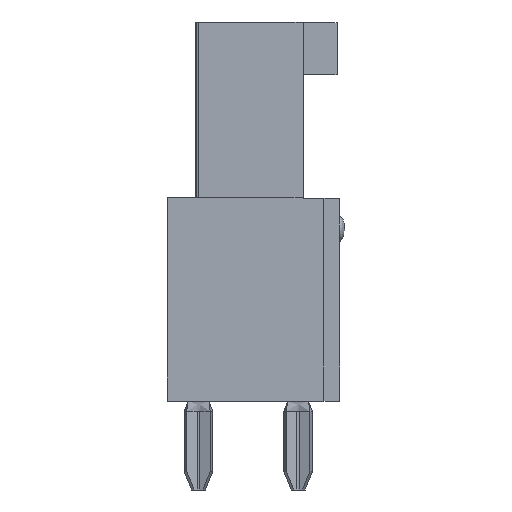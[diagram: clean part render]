
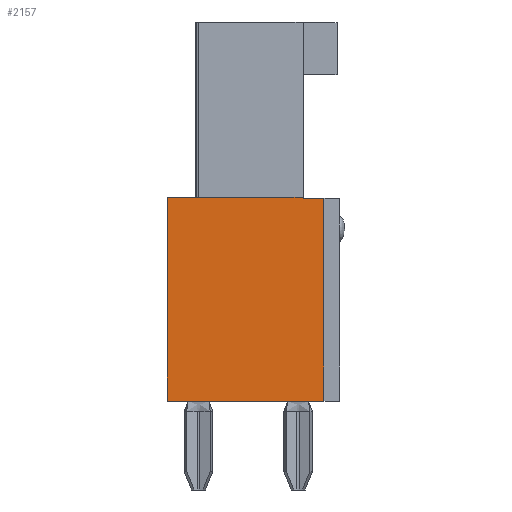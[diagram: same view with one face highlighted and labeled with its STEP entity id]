
A CAD part, left-side view. The second image highlights one B-rep face of the part: STEP entity #2157.
In plain terms, the highlighted planar face has unit normal (-1, 0, 0).
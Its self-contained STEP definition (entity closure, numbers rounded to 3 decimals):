
#2157 = ADVANCED_FACE( '', ( #4414 ), #4415, .F. );
#4414 = FACE_OUTER_BOUND( '', #6919, .T. );
#4415 = PLANE( '', #6920 );
#6919 = EDGE_LOOP( '', ( #13333, #13334, #13335, #13336, #13337, #13338 ) );
#6920 = AXIS2_PLACEMENT_3D( '', #13339, #13340, #13341 );
#13333 = ORIENTED_EDGE( '', *, *, #16735, .F. );
#13334 = ORIENTED_EDGE( '', *, *, #14417, .F. );
#13335 = ORIENTED_EDGE( '', *, *, #16629, .F. );
#13336 = ORIENTED_EDGE( '', *, *, #16237, .F. );
#13337 = ORIENTED_EDGE( '', *, *, #14905, .F. );
#13338 = ORIENTED_EDGE( '', *, *, #14623, .F. );
#13339 = CARTESIAN_POINT( '', ( -20.435, 0., 0. ) );
#13340 = DIRECTION( '', ( 1., 0., 0. ) );
#13341 = DIRECTION( '', ( 0., 0., -1. ) );
#14417 = EDGE_CURVE( '', #17347, #17349, #17350, .T. );
#14623 = EDGE_CURVE( '', #17731, #17733, #17734, .T. );
#14905 = EDGE_CURVE( '', #17733, #18211, #18212, .T. );
#16237 = EDGE_CURVE( '', #18211, #20195, #20200, .T. );
#16629 = EDGE_CURVE( '', #20195, #17347, #20702, .T. );
#16735 = EDGE_CURVE( '', #17349, #17731, #20827, .T. );
#17347 = VERTEX_POINT( '', #21639 );
#17349 = VERTEX_POINT( '', #21642 );
#17350 = LINE( '', #21643, #21644 );
#17731 = VERTEX_POINT( '', #22193 );
#17733 = VERTEX_POINT( '', #22196 );
#17734 = LINE( '', #22197, #22198 );
#18211 = VERTEX_POINT( '', #22939 );
#18212 = LINE( '', #22940, #22941 );
#20195 = VERTEX_POINT( '', #25934 );
#20200 = LINE( '', #25942, #25943 );
#20702 = LINE( '', #26721, #26722 );
#20827 = LINE( '', #26949, #26950 );
#21639 = CARTESIAN_POINT( '', ( -20.435, -2.7, 3.85 ) );
#21642 = CARTESIAN_POINT( '', ( -20.435, -2.7, -3.9 ) );
#21643 = CARTESIAN_POINT( '', ( -20.435, -2.7, 3.85 ) );
#21644 = VECTOR( '', #27552, 1000. );
#22193 = CARTESIAN_POINT( '', ( -20.435, 3.3, -3.9 ) );
#22196 = CARTESIAN_POINT( '', ( -20.435, 3.3, 3.9 ) );
#22197 = CARTESIAN_POINT( '', ( -20.435, 3.3, -3.9 ) );
#22198 = VECTOR( '', #27776, 1000. );
#22939 = CARTESIAN_POINT( '', ( -20.435, -1.9, 3.9 ) );
#22940 = CARTESIAN_POINT( '', ( -20.435, 3.3, 3.9 ) );
#22941 = VECTOR( '', #28020, 1000. );
#25934 = CARTESIAN_POINT( '', ( -20.435, -1.9, 3.85 ) );
#25942 = CARTESIAN_POINT( '', ( -20.435, -1.9, 3.9 ) );
#25943 = VECTOR( '', #29204, 1000. );
#26721 = CARTESIAN_POINT( '', ( -20.435, -1.9, 3.85 ) );
#26722 = VECTOR( '', #29526, 1000. );
#26949 = CARTESIAN_POINT( '', ( -20.435, -2.7, -3.9 ) );
#26950 = VECTOR( '', #29608, 1000. );
#27552 = DIRECTION( '', ( 0., 0., -1. ) );
#27776 = DIRECTION( '', ( 0., 0., 1. ) );
#28020 = DIRECTION( '', ( 0., -1., 0. ) );
#29204 = DIRECTION( '', ( 0., 0., -1. ) );
#29526 = DIRECTION( '', ( 0., -1., 0. ) );
#29608 = DIRECTION( '', ( 0., 1., 0. ) );
